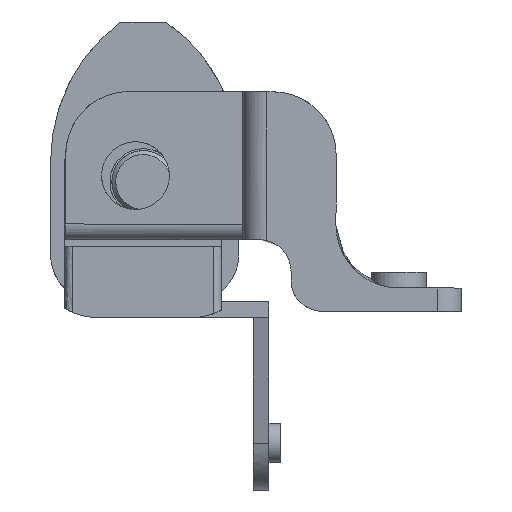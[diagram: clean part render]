
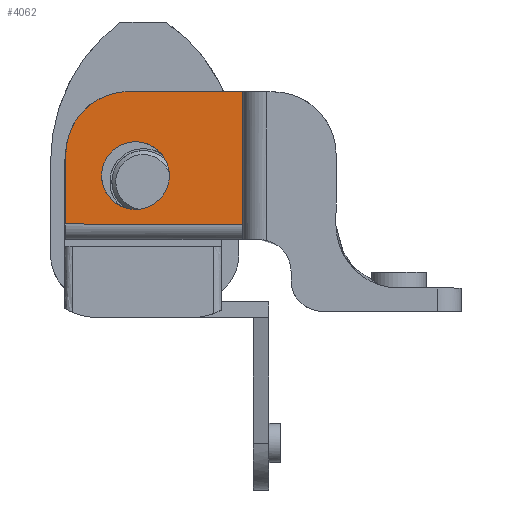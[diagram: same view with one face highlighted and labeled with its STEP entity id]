
A CAD part, front view. The second image highlights one B-rep face of the part: STEP entity #4062.
In plain terms, the highlighted free-form (B-spline) face has degree [1, 1] with [2, 2] control points.
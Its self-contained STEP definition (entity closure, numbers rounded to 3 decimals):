
#3429 = EDGE_CURVE('',#3430,#3430,#3432,.T.);
#3430 = VERTEX_POINT('',#3431);
#3431 = CARTESIAN_POINT('',(7.38,-88.576,
    35.66));
#3432 = ( BOUNDED_CURVE() B_SPLINE_CURVE(2,(#3433,#3434,#3435,#3436,
#3437,#3438,#3439),.UNSPECIFIED.,.T.,.F.) B_SPLINE_CURVE_WITH_KNOTS((3,2
    ,2,3),(3.142,5.236,7.33,9.425),
.PIECEWISE_BEZIER_KNOTS.) CURVE() GEOMETRIC_REPRESENTATION_ITEM() 
RATIONAL_B_SPLINE_CURVE((1.,0.5,1.,0.5,1.,0.5,1.)) REPRESENTATION_ITEM(
  '') );
#3433 = CARTESIAN_POINT('',(7.38,-88.576,
    35.66));
#3434 = CARTESIAN_POINT('',(7.363,-88.576,
    19.074));
#3435 = CARTESIAN_POINT('',(-6.992,-88.576,
    27.381));
#3436 = CARTESIAN_POINT('',(-21.348,-88.576,
    35.689));
#3437 = CARTESIAN_POINT('',(-6.976,-88.576,
    43.967));
#3438 = CARTESIAN_POINT('',(7.397,-88.576,
    52.246));
#3439 = CARTESIAN_POINT('',(7.38,-88.576,
    35.66));
#3998 = VERTEX_POINT('',#3999);
#3999 = CARTESIAN_POINT('',(-21.897,-88.576,
    22.011));
#4005 = EDGE_CURVE('',#3998,#4006,#4008,.T.);
#4006 = VERTEX_POINT('',#4007);
#4007 = CARTESIAN_POINT('',(-21.877,-88.576,
    41.691));
#4008 = B_SPLINE_CURVE_WITH_KNOTS('',1,(#4009,#4010),.UNSPECIFIED.,.F.,
  .F.,(2,2),(3.175,17.277),.PIECEWISE_BEZIER_KNOTS.);
#4009 = CARTESIAN_POINT('',(-21.897,-88.576,
    22.011));
#4010 = CARTESIAN_POINT('',(-21.877,-88.576,
    41.691));
#4044 = VERTEX_POINT('',#4045);
#4045 = CARTESIAN_POINT('',(28.154,-88.576,
    21.96));
#4051 = EDGE_CURVE('',#4044,#3998,#4052,.T.);
#4052 = B_SPLINE_CURVE_WITH_KNOTS('',1,(#4053,#4054),.UNSPECIFIED.,.F.,
  .F.,(2,2),(-17.251,18.614),.PIECEWISE_BEZIER_KNOTS.);
#4053 = CARTESIAN_POINT('',(28.154,-88.576,
    21.96));
#4054 = CARTESIAN_POINT('',(-21.897,-88.576,
    22.011));
#4062 = ADVANCED_FACE('',(#4063,#4066),#4090,.T.);
#4063 = FACE_BOUND('',#4064,.T.);
#4064 = EDGE_LOOP('',(#4065));
#4065 = ORIENTED_EDGE('',*,*,#3429,.T.);
#4066 = FACE_BOUND('',#4067,.T.);
#4067 = EDGE_LOOP('',(#4068,#4069,#4076,#4083,#4089));
#4068 = ORIENTED_EDGE('',*,*,#4051,.F.);
#4069 = ORIENTED_EDGE('',*,*,#4070,.F.);
#4070 = EDGE_CURVE('',#4071,#4044,#4073,.T.);
#4071 = VERTEX_POINT('',#4072);
#4072 = CARTESIAN_POINT('',(28.192,-88.576,
    59.364));
#4073 = B_SPLINE_CURVE_WITH_KNOTS('',1,(#4074,#4075),.UNSPECIFIED.,.F.,
  .F.,(2,2),(-15.365,11.438),.PIECEWISE_BEZIER_KNOTS.);
#4074 = CARTESIAN_POINT('',(28.192,-88.576,
    59.364));
#4075 = CARTESIAN_POINT('',(28.154,-88.576,
    21.96));
#4076 = ORIENTED_EDGE('',*,*,#4077,.F.);
#4077 = EDGE_CURVE('',#4078,#4071,#4080,.T.);
#4078 = VERTEX_POINT('',#4079);
#4079 = CARTESIAN_POINT('',(-4.135,-88.576,
    59.396));
#4080 = B_SPLINE_CURVE_WITH_KNOTS('',1,(#4081,#4082),.UNSPECIFIED.,.F.,
  .F.,(2,2),(0.,23.165),.PIECEWISE_BEZIER_KNOTS.);
#4081 = CARTESIAN_POINT('',(-4.135,-88.576,
    59.396));
#4082 = CARTESIAN_POINT('',(28.192,-88.576,
    59.364));
#4083 = ORIENTED_EDGE('',*,*,#4084,.F.);
#4084 = EDGE_CURVE('',#4006,#4078,#4085,.T.);
#4085 = ( BOUNDED_CURVE() B_SPLINE_CURVE(2,(#4086,#4087,#4088),
.UNSPECIFIED.,.F.,.F.) B_SPLINE_CURVE_WITH_KNOTS((3,3),(0.,
1.571),.PIECEWISE_BEZIER_KNOTS.) CURVE() 
GEOMETRIC_REPRESENTATION_ITEM() RATIONAL_B_SPLINE_CURVE((1.,
0.707,1.)) REPRESENTATION_ITEM('') );
#4086 = CARTESIAN_POINT('',(-21.877,-88.576,
    41.691));
#4087 = CARTESIAN_POINT('',(-21.859,-88.576,
    59.414));
#4088 = CARTESIAN_POINT('',(-4.135,-88.576,
    59.396));
#4089 = ORIENTED_EDGE('',*,*,#4005,.F.);
#4090 = B_SPLINE_SURFACE_WITH_KNOTS('',1,1,(
    (#4091,#4092)
    ,(#4093,#4094
    )),.UNSPECIFIED.,.F.,.F.,.F.,(2,2),(2,2),(-11.054,
    15.748),(-16.803,19.062),
  .PIECEWISE_BEZIER_KNOTS.);
#4091 = CARTESIAN_POINT('',(28.154,-88.576,
    21.96));
#4092 = CARTESIAN_POINT('',(-21.897,-88.576,
    22.011));
#4093 = CARTESIAN_POINT('',(28.192,-88.576,
    59.364));
#4094 = CARTESIAN_POINT('',(-21.859,-88.576,
    59.414));
